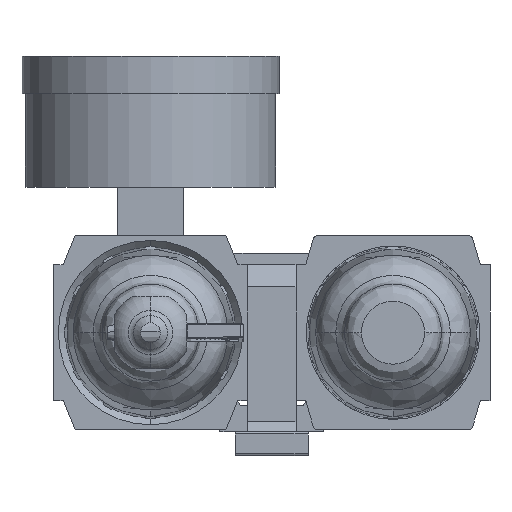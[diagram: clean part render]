
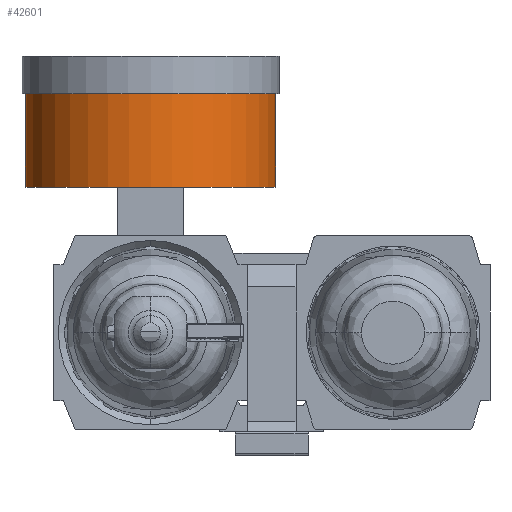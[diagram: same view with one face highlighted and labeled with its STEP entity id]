
A CAD part, front view. The second image highlights one B-rep face of the part: STEP entity #42601.
In plain terms, the highlighted cylindrical face has radius 25.8 mm (diameter 51.6 mm), a partial arc.
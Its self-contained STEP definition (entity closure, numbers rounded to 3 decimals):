
#2979 = CARTESIAN_POINT ( 'NONE',  ( -25.8, 0., -7.7 ) ) ;
#6156 = CARTESIAN_POINT ( 'NONE',  ( 25.8, 0., -7.7 ) ) ;
#13477 = AXIS2_PLACEMENT_3D ( 'NONE', #38589, #86994, #45555 ) ;
#16057 = EDGE_CURVE ( 'NONE', #39480, #46328, #53111, .T. ) ;
#16171 = VERTEX_POINT ( 'NONE', #6156 ) ;
#18783 = CARTESIAN_POINT ( 'NONE',  ( 25.8, 0., -27. ) ) ;
#23266 = ORIENTED_EDGE ( 'NONE', *, *, #57006, .T. ) ;
#24862 = CIRCLE ( 'NONE', #13477, 25.8 ) ;
#25181 = EDGE_LOOP ( 'NONE', ( #23266, #51421, #46386, #74098 ) ) ;
#25488 = CARTESIAN_POINT ( 'NONE',  ( -25.8, 0., -27. ) ) ;
#28627 = CARTESIAN_POINT ( 'NONE',  ( -25.8, 0., -27. ) ) ;
#36068 = AXIS2_PLACEMENT_3D ( 'NONE', #76217, #41739, #69583 ) ;
#38573 = AXIS2_PLACEMENT_3D ( 'NONE', #40847, #89228, #47815 ) ;
#38589 = CARTESIAN_POINT ( 'NONE',  ( 0., 0., -7.7 ) ) ;
#38681 = EDGE_CURVE ( 'NONE', #78188, #16171, #85463, .T. ) ;
#39480 = VERTEX_POINT ( 'NONE', #28627 ) ;
#40847 = CARTESIAN_POINT ( 'NONE',  ( 0., 0., -27. ) ) ;
#41739 = DIRECTION ( 'NONE',  ( 0., 0., 1. ) ) ;
#42601 = ADVANCED_FACE ( 'NONE', ( #60108 ), #69865, .T. ) ;
#45555 = DIRECTION ( 'NONE',  ( 1., 0., 0. ) ) ;
#46325 = DIRECTION ( 'NONE',  ( 0., 0., 1. ) ) ;
#46328 = VERTEX_POINT ( 'NONE', #2979 ) ;
#46386 = ORIENTED_EDGE ( 'NONE', *, *, #52251, .F. ) ;
#46599 = VECTOR ( 'NONE', #80845, 1000. ) ;
#47815 = DIRECTION ( 'NONE',  ( 1., 0., 0. ) ) ;
#48694 = VECTOR ( 'NONE', #46325, 1000. ) ;
#51421 = ORIENTED_EDGE ( 'NONE', *, *, #16057, .T. ) ;
#52251 = EDGE_CURVE ( 'NONE', #16171, #46328, #24862, .T. ) ;
#53111 = LINE ( 'NONE', #25488, #46599 ) ;
#57006 = EDGE_CURVE ( 'NONE', #78188, #39480, #89190, .T. ) ;
#60108 = FACE_OUTER_BOUND ( 'NONE', #25181, .T. ) ;
#69583 = DIRECTION ( 'NONE',  ( 1., 0., 0. ) ) ;
#69865 = CYLINDRICAL_SURFACE ( 'NONE', #36068, 25.8 ) ;
#74098 = ORIENTED_EDGE ( 'NONE', *, *, #38681, .F. ) ;
#76217 = CARTESIAN_POINT ( 'NONE',  ( 0., 0., -27. ) ) ;
#78188 = VERTEX_POINT ( 'NONE', #82065 ) ;
#80845 = DIRECTION ( 'NONE',  ( 0., 0., 1. ) ) ;
#82065 = CARTESIAN_POINT ( 'NONE',  ( 25.8, 0., -27. ) ) ;
#85463 = LINE ( 'NONE', #18783, #48694 ) ;
#86994 = DIRECTION ( 'NONE',  ( 0., 0., 1. ) ) ;
#89190 = CIRCLE ( 'NONE', #38573, 25.8 ) ;
#89228 = DIRECTION ( 'NONE',  ( 0., 0., 1. ) ) ;
